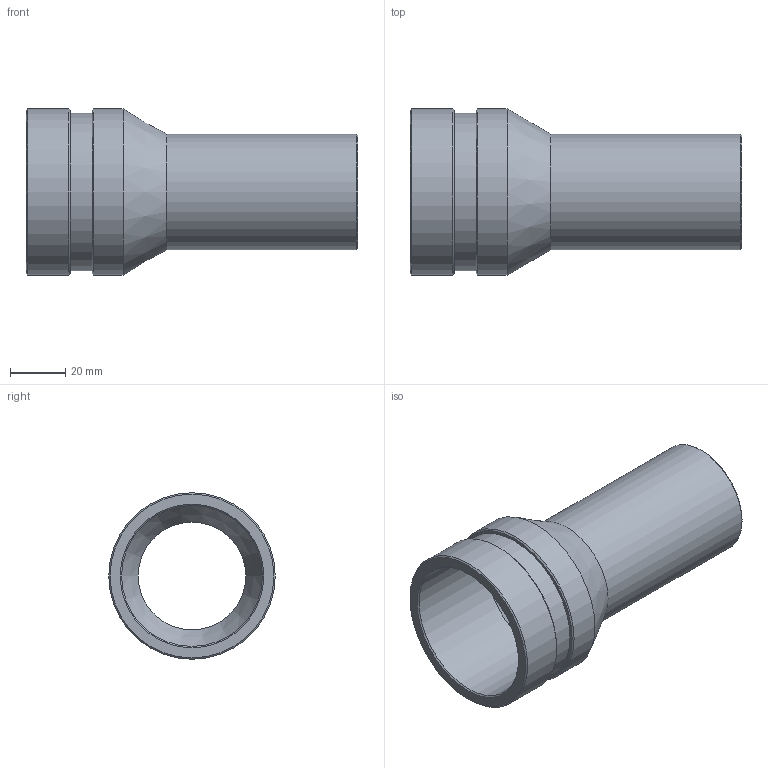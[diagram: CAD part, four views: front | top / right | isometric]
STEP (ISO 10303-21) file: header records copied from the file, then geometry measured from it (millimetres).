
FILE_DESCRIPTION(/* description */ ('ADATTORE "VICTAULIC" 60-42 STEEL'),/* implementation_level */ '2;1');
FILE_NAME(/* name */ '322060042_Steelpres.stp',/* time_stamp */ '2022-10-24T08:33:32+02:00',/* author */ ('Vault'),/* organization */ ('Raccorderie metalliche s.p.a. '),/* preprocessor_version */ 'ST-DEVELOPER v18.1',/* originating_system */ 'Autodesk Inventor 2020',/* authorisation */ 'Raccorderie metalliche s.p.a. ');
FILE_SCHEMA (('AUTOMOTIVE_DESIGN { 1 0 10303 214 3 1 1 }'));
Length unit declared in the file: millimetre
Products named in the file (1): 322060042_Steelpres
Bounding box: 120 x 60.3 x 60.3 mm (x, y, z)
Volume: 48967.1 mm3; surface area: 36366.6 mm2
Topology: 1 solids, 1 shells, 18 faces, 44 edges, 30 vertices
Faces by surface type: cone 8, cylinder 6, plane 4
Full cylindrical faces by diameter (mm): 39 x1, 42 x1, 51 x1, 57.1 x1, 60.3 x2
Entity records: 599 total; most frequent: DIRECTION 112, CARTESIAN_POINT 93, ORIENTED_EDGE 88, AXIS2_PLACEMENT_3D 49, EDGE_CURVE 44, CIRCLE 30, VERTEX_POINT 30, EDGE_LOOP 22
